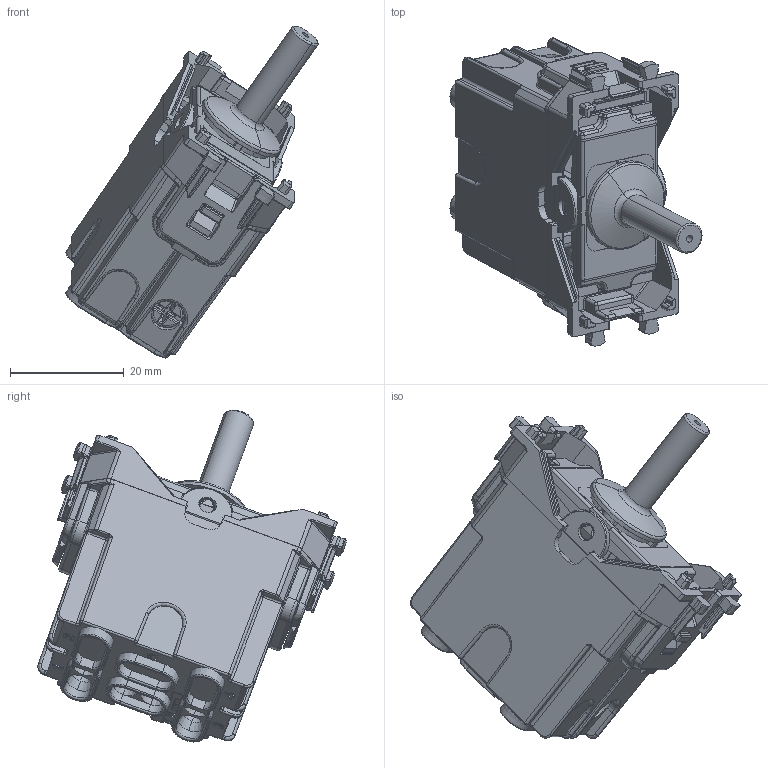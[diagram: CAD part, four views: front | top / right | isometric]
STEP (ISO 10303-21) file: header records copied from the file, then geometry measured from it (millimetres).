
FILE_DESCRIPTION(('CATIA V5 STEP Exchange'),'2;1');
FILE_NAME('444053ORO.stp','2024-03-28T07:41:54+00:00',('none'),('none'),'CATIA Version 5-6 Release 2016 SP6','CATIA V5 STEP AP203','none');
FILE_SCHEMA(('CONFIG_CONTROL_DESIGN'));
Products named in the file (3): STEP; AS2225; AS2224
Assembly tree (13 placements, depth 3):
  STEP
    #57
    #42854
    #100613
    #120511
    AS2225
      #121055
      #123705
      #124698
    AS2224  x2
      #126632
      #123705
      #124698
Bounding box: 44.25 x 54.13 x 58.28 mm (x, y, z)
Volume: 15849.6 mm3; surface area: 25502.8 mm2
Topology: 15 solids, 15 shells, 3518 faces, 9273 edges, 5640 vertices
Faces by surface type: plane 1464, cylinder 1157, bspline 466, cone 179, torus 126, sphere 114, extrusion 12
Entity records: 127980 total; most frequent: CARTESIAN_POINT 58190, ORIENTED_EDGE 17042, DIRECTION 9889, EDGE_CURVE 8521, VERTEX_POINT 5255, VECTOR 4166, LINE 4154, AXIS2_PLACEMENT_3D 3491
